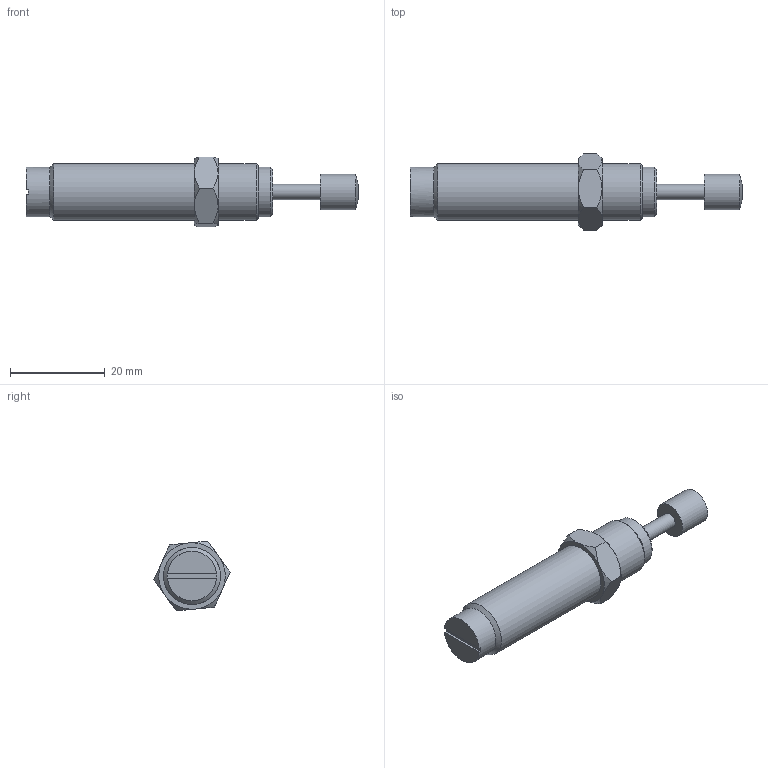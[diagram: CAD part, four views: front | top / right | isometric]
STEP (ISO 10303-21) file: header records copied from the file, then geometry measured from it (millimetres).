
FILE_DESCRIPTION((''),'2;1');
FILE_NAME('MSL-S4.stp','2012-11-22T13:25:35',('hartung_david'),(''),'Autodesk Inventor 2012','Autodesk Inventor 2012','');
FILE_SCHEMA(('AUTOMOTIVE_DESIGN { 1 0 10303 214 1 1 1 1 }'));
Length unit declared in the file: millimetre
Products named in the file (4): MSL-S4-2-000-ZSB; MSL-S4-2-010; MSL-S4-2-020; MSL-S4-2-030
Assembly tree (3 placements, depth 2):
  MSL-S4-2-000-ZSB
    MSL-S4-2-010
    MSL-S4-2-020
    MSL-S4-2-030
Bounding box: 70 x 16.08 x 14.74 mm (x, y, z)
Volume: 6357 mm3; surface area: 3110.7 mm2
Topology: 3 solids, 3 shells, 44 faces, 87 edges, 52 vertices
Faces by surface type: plane 19, cone 18, cylinder 7
Full cylindrical faces by diameter (mm): 3.2 x2, 7.6 x1, 10.4 x1, 10.5 x1, 10.77 x1, 12 x1
Entity records: 1197 total; most frequent: CARTESIAN_POINT 221, DIRECTION 184, ORIENTED_EDGE 144, AXIS2_PLACEMENT_3D 85, EDGE_CURVE 72, EDGE_LOOP 62, VERTEX_POINT 50, FACE_OUTER_BOUND 44
